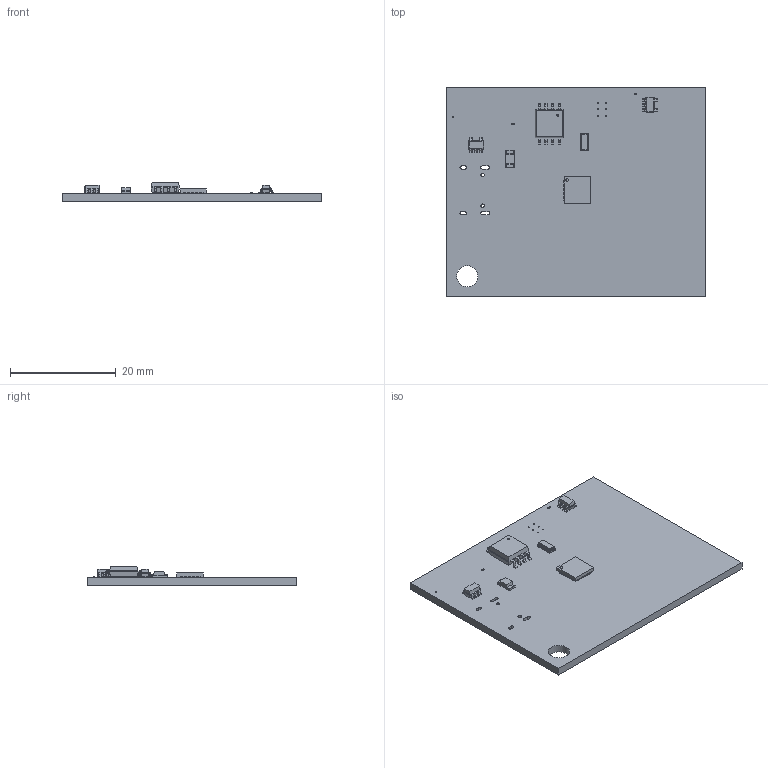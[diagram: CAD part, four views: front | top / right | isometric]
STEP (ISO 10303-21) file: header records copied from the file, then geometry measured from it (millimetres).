
FILE_DESCRIPTION(('KiCad electronic assembly'),'2;1');
FILE_NAME('taskmonitor.step','2025-12-06T23:30:10',('Pcbnew'),('Kicad'), 'Open CASCADE STEP processor 7.8','KiCad to STEP converter','Unknown' );
FILE_SCHEMA(('AUTOMOTIVE_DESIGN { 1 0 10303 214 1 1 1 1 }'));
Length unit declared in the file: millimetre
Products named in the file (8): taskmonitor 1; Crystal_SMD_3215-2Pin_3.2x1.5mm; SOT-23-5; QFN-32-1EP_5x5mm_P0.5mm_EP3.7x3.7mm; L_01005_0402Metric; SOIC-8_5.3x5.3mm_P1.27mm; LED_1206_3216Metric; taskmonitor_PCB
Assembly tree (9 placements, depth 2):
  taskmonitor 1
    Crystal_SMD_3215-2Pin_3.2x1.5mm
    SOT-23-5  x2
    QFN-32-1EP_5x5mm_P0.5mm_EP3.7x3.7mm
    L_01005_0402Metric  x2
    SOIC-8_5.3x5.3mm_P1.27mm
    LED_1206_3216Metric
    taskmonitor_PCB
Bounding box: 48.98 x 39.62 x 3.75 mm (x, y, z)
Volume: 3002.3 mm3; surface area: 4447.4 mm2
Topology: 9 solids, 9 shells, 855 faces, 2268 edges, 1439 vertices
Faces by surface type: plane 538, cylinder 215, bspline 66, torus 36
Full cylindrical faces by diameter (mm): 0.2 x6, 0.3 x1, 0.5 x1, 0.65 x2, 4 x1
Entity records: 28414 total; most frequent: CARTESIAN_POINT 4175, ORIENTED_EDGE 3837, DIRECTION 3656, EDGE_CURVE 1919, LINE 1460, VECTOR 1460, VERTEX_POINT 1221, AXIS2_PLACEMENT_3D 1098
